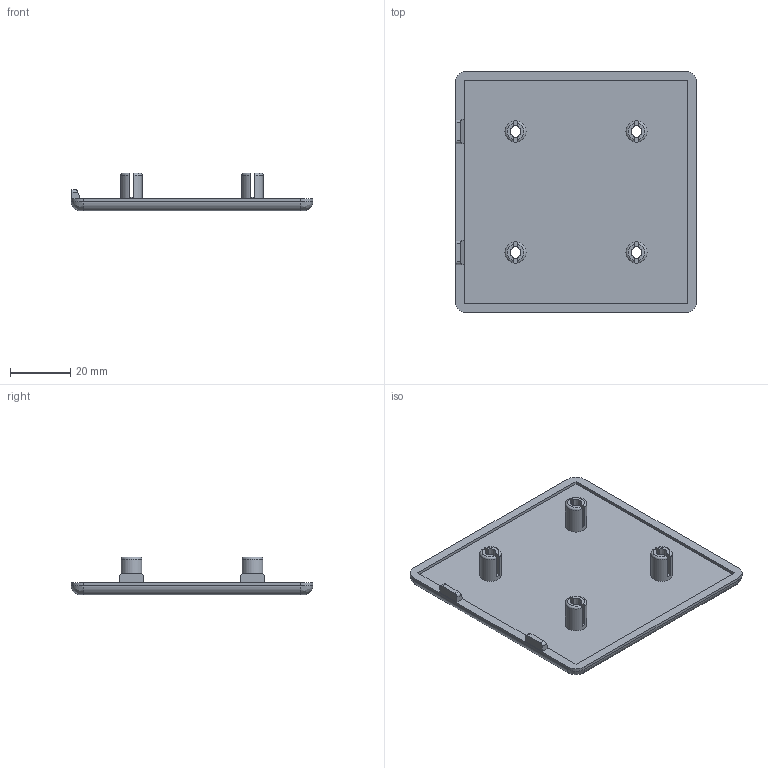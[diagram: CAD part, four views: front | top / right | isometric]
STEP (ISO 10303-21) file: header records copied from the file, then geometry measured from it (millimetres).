
FILE_DESCRIPTION(/* description */ (''),/* implementation_level */ '2;1');
FILE_NAME(/* name */ '19603_KriTec_Abdeckkappe_8_PA_80x80_verschraubt.stp',/* time_stamp */ '2014-09-16T11:19:20+02:00',/* author */ ('kostic'),/* organization */ (''),/* preprocessor_version */ 'ST-DEVELOPER v15.2',/* originating_system */ 'Autodesk Inventor 2014',/* authorisation */ '');
FILE_SCHEMA (('AUTOMOTIVE_DESIGN { 1 0 10303 214 3 1 1 }'));
Length unit declared in the file: millimetre
Products named in the file (1): 19603_KriTec_Abdeckkappe_8_PA_80x80_verschraubt
Bounding box: 80 x 80 x 12.5 mm (x, y, z)
Volume: 20045.4 mm3; surface area: 15407.5 mm2
Topology: 1 solids, 1 shells, 93 faces, 250 edges, 160 vertices
Faces by surface type: plane 53, cylinder 20, cone 8, torus 8, bspline 4
Full cylindrical faces by diameter (mm): 7 x4, 8 x4
Entity records: 3131 total; most frequent: CARTESIAN_POINT 792, DIRECTION 458, ORIENTED_EDGE 452, EDGE_CURVE 226, AXIS2_PLACEMENT_3D 174, VERTEX_POINT 152, EDGE_LOOP 118, LINE 110
